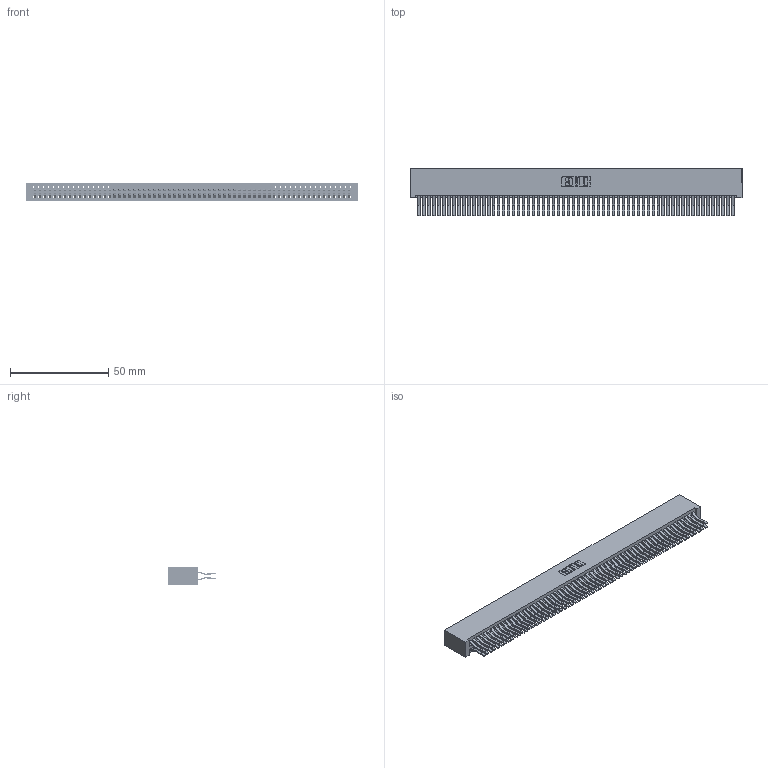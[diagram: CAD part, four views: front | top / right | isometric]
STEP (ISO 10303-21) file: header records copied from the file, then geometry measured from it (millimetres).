
FILE_DESCRIPTION (( 'STEP AP203' ), '1' );
FILE_NAME ('395-128-560-201.STEP', '2018-12-04T14:20:41', ( '' ), ( '' ), 'SwSTEP 2.0', 'SolidWorks 2016', '' );
FILE_SCHEMA (( 'CONFIG_CONTROL_DESIGN' ));
Length unit declared in the file: inch
Products named in the file (3): 395-128-560-201; 345-292-001_560 Tail; 345 Part_No Mounting Lugs
Assembly tree (129 placements, depth 2):
  395-128-560-201
    345 Part_No Mounting Lugs
    345-292-001_560 Tail  x128
Bounding box: 169.16 x 24.45 x 9.4 mm (x, y, z)
Volume: 18091.9 mm3; surface area: 29630 mm2
Topology: 129 solids, 129 shells, 6774 faces, 20157 edges, 13266 vertices
Faces by surface type: plane 4300, cylinder 2474
Entity records: 47065 total; most frequent: CARTESIAN_POINT 7868, ORIENTED_EDGE 7802, DIRECTION 6909, EDGE_CURVE 3901, LINE 3517, VECTOR 3517, VERTEX_POINT 2598, AXIS2_PLACEMENT_3D 1696
